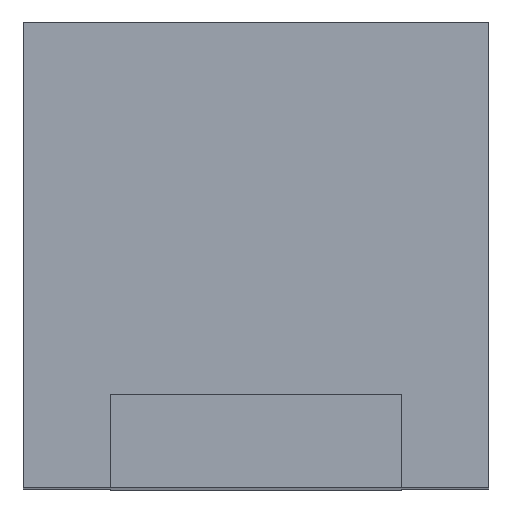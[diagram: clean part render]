
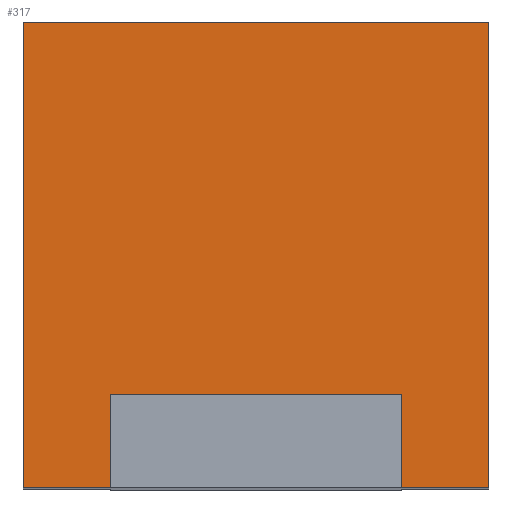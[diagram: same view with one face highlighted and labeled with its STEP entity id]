
A CAD part, top view. The second image highlights one B-rep face of the part: STEP entity #317.
In plain terms, the highlighted planar face has unit normal (0, 0, 1).
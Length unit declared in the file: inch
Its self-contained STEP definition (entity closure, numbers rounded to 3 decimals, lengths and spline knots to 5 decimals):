
#29=PLANE('',#351);
#45=FACE_OUTER_BOUND('',#63,.T.);
#63=EDGE_LOOP('',(#273,#274,#275,#276,#277,#278,#279,#280));
#71=LINE('',#451,#109);
#75=LINE('',#459,#113);
#78=LINE('',#465,#116);
#100=LINE('',#509,#138);
#101=LINE('',#511,#139);
#102=LINE('',#513,#140);
#103=LINE('',#515,#141);
#104=LINE('',#516,#142);
#109=VECTOR('',#373,0.3937);
#113=VECTOR('',#379,0.3937);
#116=VECTOR('',#384,0.3937);
#138=VECTOR('',#420,0.3937);
#139=VECTOR('',#423,0.3937);
#140=VECTOR('',#424,0.3937);
#141=VECTOR('',#425,0.3937);
#142=VECTOR('',#426,0.3937);
#153=VERTEX_POINT('',#449);
#154=VERTEX_POINT('',#450);
#157=VERTEX_POINT('',#458);
#159=VERTEX_POINT('',#464);
#173=VERTEX_POINT('',#505);
#174=VERTEX_POINT('',#507);
#175=VERTEX_POINT('',#512);
#176=VERTEX_POINT('',#514);
#183=EDGE_CURVE('',#153,#154,#71,.T.);
#187=EDGE_CURVE('',#154,#157,#75,.T.);
#190=EDGE_CURVE('',#159,#153,#78,.T.);
#212=EDGE_CURVE('',#173,#174,#100,.T.);
#213=EDGE_CURVE('',#157,#173,#101,.T.);
#214=EDGE_CURVE('',#175,#174,#102,.T.);
#215=EDGE_CURVE('',#176,#175,#103,.T.);
#216=EDGE_CURVE('',#176,#159,#104,.T.);
#273=ORIENTED_EDGE('',*,*,#187,.T.);
#274=ORIENTED_EDGE('',*,*,#213,.T.);
#275=ORIENTED_EDGE('',*,*,#212,.T.);
#276=ORIENTED_EDGE('',*,*,#214,.F.);
#277=ORIENTED_EDGE('',*,*,#215,.F.);
#278=ORIENTED_EDGE('',*,*,#216,.T.);
#279=ORIENTED_EDGE('',*,*,#190,.T.);
#280=ORIENTED_EDGE('',*,*,#183,.T.);
#317=ADVANCED_FACE('',(#45),#29,.T.);
#351=AXIS2_PLACEMENT_3D('',#510,#421,#422);
#373=DIRECTION('',(1.,0.,0.));
#379=DIRECTION('',(0.,-1.,0.));
#384=DIRECTION('',(0.,1.,0.));
#420=DIRECTION('',(0.,1.,0.));
#421=DIRECTION('center_axis',(0.,0.,1.));
#422=DIRECTION('ref_axis',(1.,0.,0.));
#423=DIRECTION('',(1.,0.,0.));
#424=DIRECTION('',(1.,0.,0.));
#425=DIRECTION('',(0.,1.,0.));
#426=DIRECTION('',(1.,0.,0.));
#449=CARTESIAN_POINT('',(0.09375,0.1,0.));
#450=CARTESIAN_POINT('',(0.40625,0.1,0.));
#451=CARTESIAN_POINT('',(0.20313,0.1,0.));
#458=CARTESIAN_POINT('',(0.40625,0.,0.));
#459=CARTESIAN_POINT('',(0.40625,0.,0.));
#464=CARTESIAN_POINT('',(0.09375,0.,0.));
#465=CARTESIAN_POINT('',(0.09375,0.05,0.));
#505=CARTESIAN_POINT('',(0.5,0.,0.));
#507=CARTESIAN_POINT('',(0.5,0.5,0.));
#509=CARTESIAN_POINT('',(0.5,0.,0.));
#510=CARTESIAN_POINT('Origin',(0.,0.,0.));
#511=CARTESIAN_POINT('',(0.,0.,0.));
#512=CARTESIAN_POINT('',(0.,0.5,0.));
#513=CARTESIAN_POINT('',(0.,0.5,0.));
#514=CARTESIAN_POINT('',(0.,0.,0.));
#515=CARTESIAN_POINT('',(0.,0.,0.));
#516=CARTESIAN_POINT('',(0.,0.,0.));
